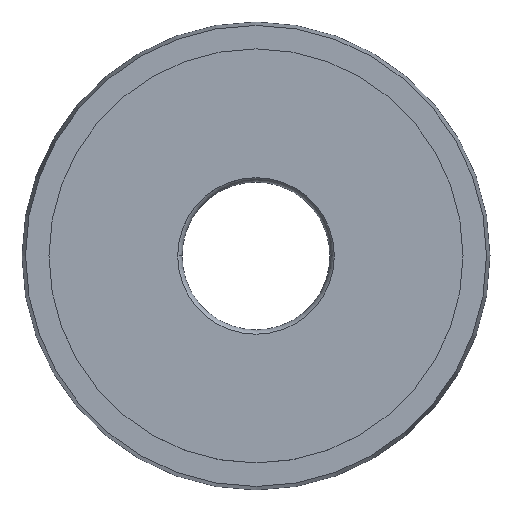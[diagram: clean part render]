
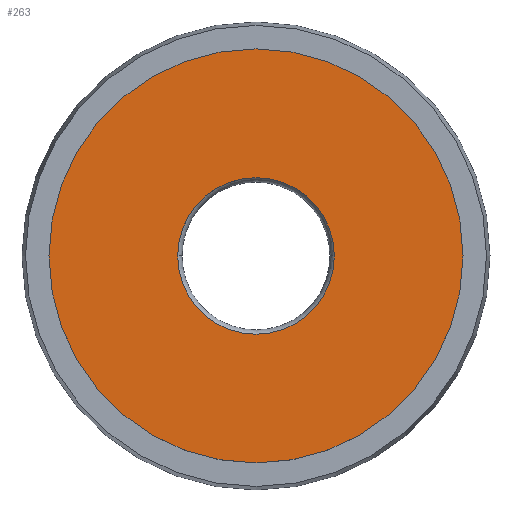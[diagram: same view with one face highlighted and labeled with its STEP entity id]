
A CAD part, top view. The second image highlights one B-rep face of the part: STEP entity #263.
In plain terms, the highlighted planar face has unit normal (0, 0, 1).
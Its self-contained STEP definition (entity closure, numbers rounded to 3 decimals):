
#15 = EDGE_CURVE ( 'NONE', #372, #162, #45, .T. ) ;
#18 = ORIENTED_EDGE ( 'NONE', *, *, #15, .T. ) ;
#19 = VERTEX_POINT ( 'NONE', #172 ) ;
#43 = DIRECTION ( 'NONE',  ( 1., 0., 0. ) ) ;
#45 = CIRCLE ( 'NONE', #501, 11.9 ) ;
#54 = CARTESIAN_POINT ( 'NONE',  ( -4.5, 0., 0. ) ) ;
#59 = DIRECTION ( 'NONE',  ( 0., 0., 1. ) ) ;
#88 = AXIS2_PLACEMENT_3D ( 'NONE', #611, #59, #213 ) ;
#93 = ORIENTED_EDGE ( 'NONE', *, *, #610, .F. ) ;
#117 = EDGE_CURVE ( 'NONE', #19, #138, #553, .T. ) ;
#124 = DIRECTION ( 'NONE',  ( 1., 0., 0. ) ) ;
#138 = VERTEX_POINT ( 'NONE', #54 ) ;
#146 = DIRECTION ( 'NONE',  ( 0., 0., 1. ) ) ;
#156 = DIRECTION ( 'NONE',  ( -1., 0., 0. ) ) ;
#162 = VERTEX_POINT ( 'NONE', #436 ) ;
#163 = DIRECTION ( 'NONE',  ( 0., 0., -1. ) ) ;
#172 = CARTESIAN_POINT ( 'NONE',  ( 4.5, 0., 0. ) ) ;
#191 = FACE_OUTER_BOUND ( 'NONE', #381, .T. ) ;
#205 = FACE_BOUND ( 'NONE', #534, .T. ) ;
#211 = CARTESIAN_POINT ( 'NONE',  ( 0., 0., 0. ) ) ;
#213 = DIRECTION ( 'NONE',  ( 1., 0., 0. ) ) ;
#214 = PLANE ( 'NONE',  #637 ) ;
#263 = ADVANCED_FACE ( 'NONE', ( #205, #191 ), #214, .F. ) ;
#282 = DIRECTION ( 'NONE',  ( 0., 0., 1. ) ) ;
#295 = CARTESIAN_POINT ( 'NONE',  ( 0., 0., 0. ) ) ;
#335 = ORIENTED_EDGE ( 'NONE', *, *, #117, .F. ) ;
#343 = AXIS2_PLACEMENT_3D ( 'NONE', #295, #386, #43 ) ;
#372 = VERTEX_POINT ( 'NONE', #575 ) ;
#375 = AXIS2_PLACEMENT_3D ( 'NONE', #591, #146, #547 ) ;
#381 = EDGE_LOOP ( 'NONE', ( #400, #18 ) ) ;
#386 = DIRECTION ( 'NONE',  ( 0., 0., 1. ) ) ;
#390 = EDGE_CURVE ( 'NONE', #162, #372, #487, .T. ) ;
#400 = ORIENTED_EDGE ( 'NONE', *, *, #390, .T. ) ;
#436 = CARTESIAN_POINT ( 'NONE',  ( 11.9, 0., 0. ) ) ;
#487 = CIRCLE ( 'NONE', #343, 11.9 ) ;
#501 = AXIS2_PLACEMENT_3D ( 'NONE', #632, #282, #124 ) ;
#534 = EDGE_LOOP ( 'NONE', ( #335, #93 ) ) ;
#547 = DIRECTION ( 'NONE',  ( 1., 0., 0. ) ) ;
#553 = CIRCLE ( 'NONE', #375, 4.5 ) ;
#575 = CARTESIAN_POINT ( 'NONE',  ( -11.9, 0., 0. ) ) ;
#591 = CARTESIAN_POINT ( 'NONE',  ( 0., 0., 0. ) ) ;
#610 = EDGE_CURVE ( 'NONE', #138, #19, #618, .T. ) ;
#611 = CARTESIAN_POINT ( 'NONE',  ( 0., 0., 0. ) ) ;
#618 = CIRCLE ( 'NONE', #88, 4.5 ) ;
#632 = CARTESIAN_POINT ( 'NONE',  ( 0., 0., 0. ) ) ;
#637 = AXIS2_PLACEMENT_3D ( 'NONE', #211, #163, #156 ) ;
